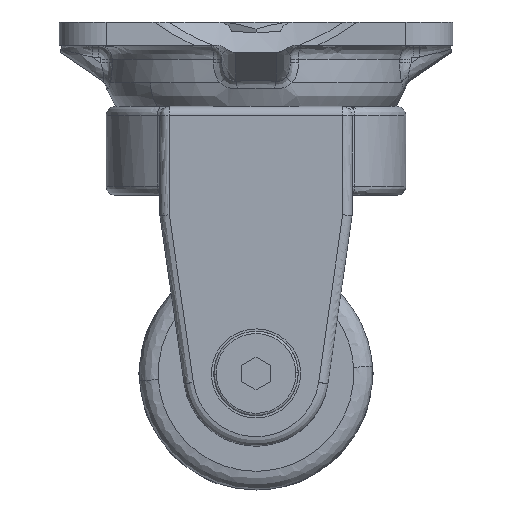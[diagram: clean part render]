
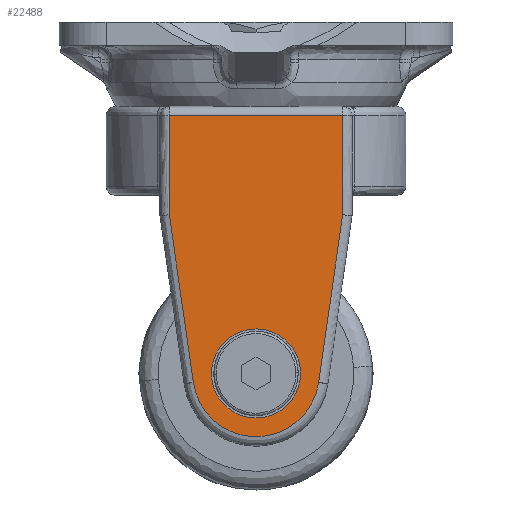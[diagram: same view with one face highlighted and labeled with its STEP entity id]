
A CAD part, front view. The second image highlights one B-rep face of the part: STEP entity #22488.
In plain terms, the highlighted free-form (B-spline) face has degree [1, 1] with [2, 2] control points.
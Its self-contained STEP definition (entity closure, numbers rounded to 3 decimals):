
#21433=CARTESIAN_POINT('',(-9.482,-30.4,-56.42));
#21434=VERTEX_POINT('',#21433);
#21440=CARTESIAN_POINT('',(0.0,-30.4,-66.5));
#21441=VERTEX_POINT('',#21440);
#21442=CARTESIAN_POINT('',(-9.482,-30.4,-56.42));
#21443=CARTESIAN_POINT('',(-9.5,-30.4,-56.71));
#21444=CARTESIAN_POINT('',(-9.5,-30.4,-57.0));
#21445=CARTESIAN_POINT('',(-9.5,-30.4,-66.5));
#21446=CARTESIAN_POINT('',(0.0,-30.4,-66.5));
#21454=(BOUNDED_CURVE()B_SPLINE_CURVE(2,(#21442,#21443,#21444,#21445,#21446),.UNSPECIFIED.,.F.,.U.)B_SPLINE_CURVE_WITH_KNOTS((3,2,3),(0.239,0.25,0.5),.UNSPECIFIED.)CURVE()GEOMETRIC_REPRESENTATION_ITEM()RATIONAL_B_SPLINE_CURVE((0.976,0.988,1.0,0.707,1.0))REPRESENTATION_ITEM(''));
#21455=EDGE_CURVE('',#21434,#21441,#21454,.T.);
#21457=CARTESIAN_POINT('',(9.482,-30.4,-57.58));
#21458=VERTEX_POINT('',#21457);
#21459=CARTESIAN_POINT('',(0.0,-30.4,-66.5));
#21460=CARTESIAN_POINT('',(8.937,-30.4,-66.5));
#21461=CARTESIAN_POINT('',(9.482,-30.4,-57.58));
#21469=(BOUNDED_CURVE()B_SPLINE_CURVE(2,(#21459,#21460,#21461),.UNSPECIFIED.,.F.,.U.)B_SPLINE_CURVE_WITH_KNOTS((3,3),(0.5,0.739),.UNSPECIFIED.)CURVE()GEOMETRIC_REPRESENTATION_ITEM()RATIONAL_B_SPLINE_CURVE((1.0,0.72,0.976))REPRESENTATION_ITEM(''));
#21470=EDGE_CURVE('',#21441,#21458,#21469,.T.);
#21544=CARTESIAN_POINT('',(0.0,-30.4,-47.5));
#21545=VERTEX_POINT('',#21544);
#21546=CARTESIAN_POINT('',(9.482,-30.4,-57.58));
#21547=CARTESIAN_POINT('',(9.5,-30.4,-57.29));
#21548=CARTESIAN_POINT('',(9.5,-30.4,-57.0));
#21549=CARTESIAN_POINT('',(9.5,-30.4,-47.5));
#21550=CARTESIAN_POINT('',(0.0,-30.4,-47.5));
#21558=(BOUNDED_CURVE()B_SPLINE_CURVE(2,(#21546,#21547,#21548,#21549,#21550),.UNSPECIFIED.,.F.,.U.)B_SPLINE_CURVE_WITH_KNOTS((3,2,3),(0.739,0.75,1.0),.UNSPECIFIED.)CURVE()GEOMETRIC_REPRESENTATION_ITEM()RATIONAL_B_SPLINE_CURVE((0.976,0.988,1.0,0.707,1.0))REPRESENTATION_ITEM(''));
#21559=EDGE_CURVE('',#21458,#21545,#21558,.T.);
#21561=CARTESIAN_POINT('',(0.0,-30.4,-47.5));
#21562=CARTESIAN_POINT('',(-8.937,-30.4,-47.5));
#21563=CARTESIAN_POINT('',(-9.482,-30.4,-56.42));
#21571=(BOUNDED_CURVE()B_SPLINE_CURVE(2,(#21561,#21562,#21563),.UNSPECIFIED.,.F.,.U.)B_SPLINE_CURVE_WITH_KNOTS((3,3),(0.0,0.239),.UNSPECIFIED.)CURVE()GEOMETRIC_REPRESENTATION_ITEM()RATIONAL_B_SPLINE_CURVE((1.0,0.72,0.976))REPRESENTATION_ITEM(''));
#21572=EDGE_CURVE('',#21545,#21434,#21571,.T.);
#22202=CARTESIAN_POINT('',(-13.363,-30.4,-58.919));
#22203=VERTEX_POINT('',#22202);
#22244=CARTESIAN_POINT('',(13.363,-30.4,-58.919));
#22245=VERTEX_POINT('',#22244);
#22258=CARTESIAN_POINT('',(-13.363,-30.4,-58.919));
#22259=CARTESIAN_POINT('',(-13.277,-30.4,-59.515));
#22260=CARTESIAN_POINT('',(-13.005,-30.4,-60.795));
#22261=CARTESIAN_POINT('',(-12.288,-30.4,-62.731));
#22262=CARTESIAN_POINT('',(-11.194,-30.4,-64.659));
#22263=CARTESIAN_POINT('',(-9.92,-30.4,-66.222));
#22264=CARTESIAN_POINT('',(-8.445,-30.4,-67.589));
#22265=CARTESIAN_POINT('',(-6.832,-30.4,-68.712));
#22266=CARTESIAN_POINT('',(-5.061,-30.4,-69.56));
#22267=CARTESIAN_POINT('',(-3.242,-30.4,-70.147));
#22268=CARTESIAN_POINT('',(-1.111,-30.4,-70.532));
#22269=CARTESIAN_POINT('',(1.413,-30.4,-70.517));
#22270=CARTESIAN_POINT('',(3.931,-30.4,-69.99));
#22271=CARTESIAN_POINT('',(6.032,-30.4,-69.139));
#22272=CARTESIAN_POINT('',(8.104,-30.4,-67.894));
#22273=CARTESIAN_POINT('',(9.805,-30.4,-66.386));
#22274=CARTESIAN_POINT('',(11.05,-30.4,-64.805));
#22275=CARTESIAN_POINT('',(11.978,-30.4,-63.31));
#22276=CARTESIAN_POINT('',(12.834,-30.4,-61.43));
#22277=CARTESIAN_POINT('',(13.235,-30.4,-59.814));
#22278=CARTESIAN_POINT('',(13.363,-30.4,-58.919));
#22279=B_SPLINE_CURVE_WITH_KNOTS('',3,(#22258,#22259,#22260,#22261,#22262,#22263,#22264,#22265,#22266,#22267,#22268,#22269,#22270,#22271,#22272,#22273,#22274,#22275,#22276,#22277,#22278),.UNSPECIFIED.,.F.,.U.,(4,1,1,1,1,1,1,1,1,1,1,1,1,1,1,1,1,1,4),(0.,1.808,3.916,6.176,8.435,9.941,12.201,14.31,15.816,17.925,20.787,23.347,25.607,27.565,30.577,32.385,33.59,35.849,38.561),.UNSPECIFIED.);
#22280=EDGE_CURVE('',#22203,#22245,#22279,.T.);
#22301=CARTESIAN_POINT('',(18.5,-30.4,-23.147));
#22302=VERTEX_POINT('',#22301);
#22316=CARTESIAN_POINT('',(13.363,-30.4,-58.919));
#22317=CARTESIAN_POINT('',(18.5,-30.4,-23.147));
#22318=QUASI_UNIFORM_CURVE('',1,(#22316,#22317),.UNSPECIFIED.,.F.,.U.);
#22319=EDGE_CURVE('',#22245,#22302,#22318,.T.);
#22344=CARTESIAN_POINT('',(-18.5,-30.4,-23.147));
#22345=VERTEX_POINT('',#22344);
#22367=CARTESIAN_POINT('',(-18.5,-30.4,-23.147));
#22368=CARTESIAN_POINT('',(-13.363,-30.4,-58.919));
#22369=QUASI_UNIFORM_CURVE('',1,(#22367,#22368),.UNSPECIFIED.,.F.,.U.);
#22370=EDGE_CURVE('',#22345,#22203,#22369,.T.);
#22396=CARTESIAN_POINT('',(18.5,-30.4,-2.0));
#22397=VERTEX_POINT('',#22396);
#22411=CARTESIAN_POINT('',(18.5,-30.4,-23.147));
#22412=CARTESIAN_POINT('',(18.5,-30.4,-2.0));
#22413=QUASI_UNIFORM_CURVE('',1,(#22411,#22412),.UNSPECIFIED.,.F.,.U.);
#22414=EDGE_CURVE('',#22302,#22397,#22413,.T.);
#22434=CARTESIAN_POINT('',(-18.5,-30.4,-2.0));
#22435=VERTEX_POINT('',#22434);
#22436=CARTESIAN_POINT('',(-18.5,-30.4,-2.0));
#22437=CARTESIAN_POINT('',(-18.5,-30.4,-23.147));
#22438=QUASI_UNIFORM_CURVE('',1,(#22436,#22437),.UNSPECIFIED.,.F.,.U.);
#22439=EDGE_CURVE('',#22435,#22345,#22438,.T.);
#22465=CARTESIAN_POINT('',(-20.348,-30.4,-73.922));
#22466=CARTESIAN_POINT('',(20.348,-30.4,-73.922));
#22467=CARTESIAN_POINT('',(-20.348,-30.4,1.422));
#22468=CARTESIAN_POINT('',(20.348,-30.4,1.422));
#22469=B_SPLINE_SURFACE_WITH_KNOTS('',1,1,((#22465,#22467),(#22466,#22468)),.UNSPECIFIED.,.F.,.F.,.U.,(2,2),(2,2),(0.0,40.696),(0.0,75.343),.UNSPECIFIED.);
#22470=ORIENTED_EDGE('',*,*,#22414,.T.);
#22471=CARTESIAN_POINT('',(18.5,-30.4,-2.0));
#22472=CARTESIAN_POINT('',(-18.5,-30.4,-2.0));
#22473=QUASI_UNIFORM_CURVE('',1,(#22471,#22472),.UNSPECIFIED.,.F.,.U.);
#22474=EDGE_CURVE('',#22397,#22435,#22473,.T.);
#22475=ORIENTED_EDGE('',*,*,#22474,.T.);
#22476=ORIENTED_EDGE('',*,*,#22439,.T.);
#22477=ORIENTED_EDGE('',*,*,#22370,.T.);
#22478=ORIENTED_EDGE('',*,*,#22280,.T.);
#22479=ORIENTED_EDGE('',*,*,#22319,.T.);
#22480=EDGE_LOOP('',(#22470,#22475,#22476,#22477,#22478,#22479));
#22481=FACE_OUTER_BOUND('',#22480,.T.);
#22482=ORIENTED_EDGE('',*,*,#21470,.F.);
#22483=ORIENTED_EDGE('',*,*,#21455,.F.);
#22484=ORIENTED_EDGE('',*,*,#21572,.F.);
#22485=ORIENTED_EDGE('',*,*,#21559,.F.);
#22486=EDGE_LOOP('',(#22482,#22483,#22484,#22485));
#22487=FACE_BOUND('',#22486,.T.);
#22488=ADVANCED_FACE('',(#22481,#22487),#22469,.T.);
